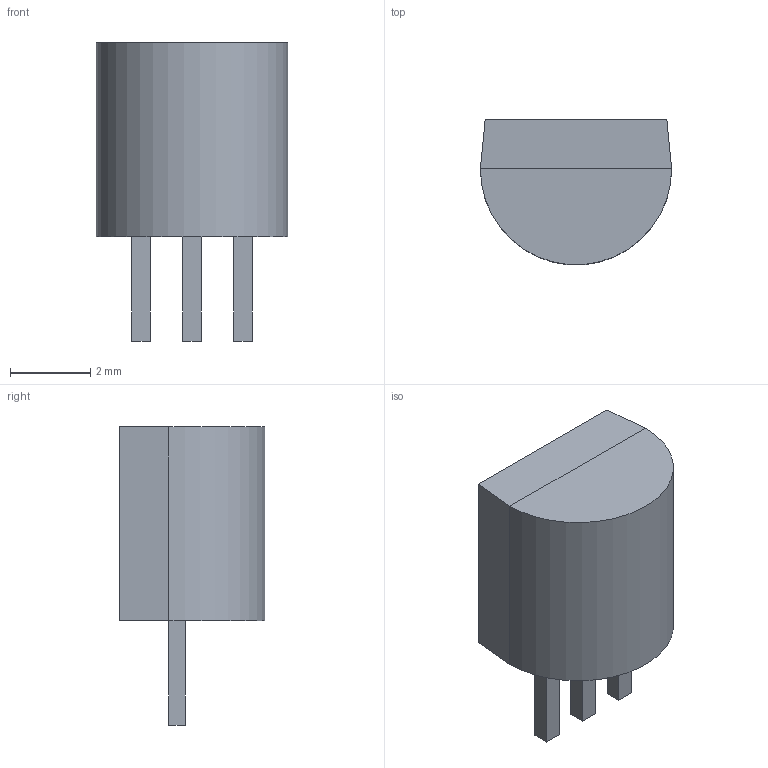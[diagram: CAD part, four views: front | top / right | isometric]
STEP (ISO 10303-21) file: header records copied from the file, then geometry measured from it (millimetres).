
FILE_DESCRIPTION(('FreeCAD Model'),'2;1');
FILE_NAME('LM78L05ACZX.step','2019-07-09T16:45:36',('Author' ),(''),'Open CASCADE STEP processor 7.3','FreeCAD','Unknown');
FILE_SCHEMA(('AUTOMOTIVE_DESIGN { 1 0 10303 214 1 1 1 1 }'));
Length unit declared in the file: millimetre
Products named in the file (1): LM78L05ACZX
Bounding box: 4.76 x 3.62 x 7.42 mm (x, y, z)
Volume: 72.2 mm3; surface area: 113 mm2
Topology: 1 solids, 1 shells, 198 faces, 533 edges, 352 vertices
Faces by surface type: plane 109, extrusion 88, cylinder 1
Entity records: 7634 total; most frequent: CARTESIAN_POINT 1612, ORIENTED_EDGE 1066, DIRECTION 669, EDGE_CURVE 533, VECTOR 443, LINE 355, VERTEX_POINT 352, B_SPLINE_CURVE_WITH_KNOTS 264
